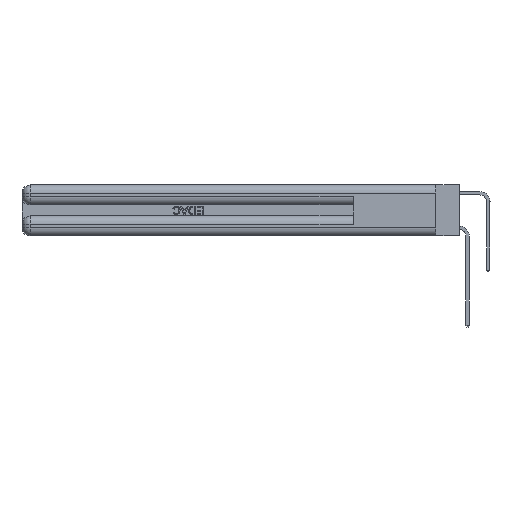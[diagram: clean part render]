
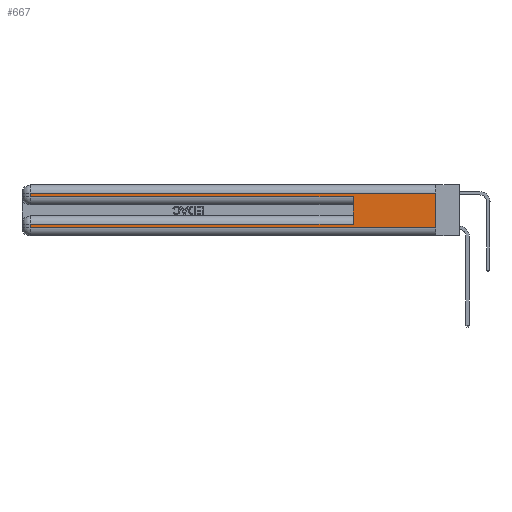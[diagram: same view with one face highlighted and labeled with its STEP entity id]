
A CAD part, left-side view. The second image highlights one B-rep face of the part: STEP entity #667.
In plain terms, the highlighted planar face has unit normal (-1, 0, 0).
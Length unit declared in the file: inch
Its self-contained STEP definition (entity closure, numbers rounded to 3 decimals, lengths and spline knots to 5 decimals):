
#414 = CARTESIAN_POINT ( 'NONE',  ( 0., 2.94, 0.37 ) ) ;
#667 = ADVANCED_FACE ( 'NONE', ( #22207 ), #33061, .F. ) ;
#1571 = DIRECTION ( 'NONE',  ( 0., -1., 0. ) ) ;
#1978 = VERTEX_POINT ( 'NONE', #30918 ) ;
#1980 = ORIENTED_EDGE ( 'NONE', *, *, #6934, .F. ) ;
#2186 = DIRECTION ( 'NONE',  ( 0., 0., 1. ) ) ;
#2411 = LINE ( 'NONE', #33164, #13983 ) ;
#2803 = EDGE_CURVE ( 'NONE', #25348, #12331, #23774, .T. ) ;
#2849 = VECTOR ( 'NONE', #4286, 39.37008 ) ;
#3144 = VECTOR ( 'NONE', #11814, 39.37008 ) ;
#3640 = CARTESIAN_POINT ( 'NONE',  ( 0., 0., 0.37 ) ) ;
#4286 = DIRECTION ( 'NONE',  ( 0., 0., -1. ) ) ;
#4676 = DIRECTION ( 'NONE',  ( 0., 0., -1. ) ) ;
#4745 = EDGE_CURVE ( 'NONE', #1978, #32217, #24544, .T. ) ;
#5974 = LINE ( 'NONE', #26588, #3144 ) ;
#6934 = EDGE_CURVE ( 'NONE', #25348, #26015, #10019, .T. ) ;
#7575 = CARTESIAN_POINT ( 'NONE',  ( 0., 2.94, 0.31 ) ) ;
#7647 = EDGE_CURVE ( 'NONE', #32045, #18636, #2411, .T. ) ;
#10019 = LINE ( 'NONE', #20340, #22076 ) ;
#10065 = CARTESIAN_POINT ( 'NONE',  ( 0., 0.6, 0.285 ) ) ;
#10368 = VECTOR ( 'NONE', #31612, 39.37008 ) ;
#10797 = CARTESIAN_POINT ( 'NONE',  ( 0., 2.94, 0.285 ) ) ;
#11375 = CARTESIAN_POINT ( 'NONE',  ( 0., 0., 0.285 ) ) ;
#11814 = DIRECTION ( 'NONE',  ( 0., 0., -1. ) ) ;
#12331 = VERTEX_POINT ( 'NONE', #27277 ) ;
#12395 = CARTESIAN_POINT ( 'NONE',  ( 0., 2.94, 0.06 ) ) ;
#13565 = LINE ( 'NONE', #414, #17284 ) ;
#13983 = VECTOR ( 'NONE', #1571, 39.37008 ) ;
#14348 = CARTESIAN_POINT ( 'NONE',  ( 0., 0., 0.06 ) ) ;
#14965 = ORIENTED_EDGE ( 'NONE', *, *, #7647, .T. ) ;
#15146 = EDGE_LOOP ( 'NONE', ( #31877, #24785, #33217, #22930, #1980, #24662, #35726, #14965 ) ) ;
#15770 = EDGE_CURVE ( 'NONE', #19240, #26015, #25893, .T. ) ;
#17075 = EDGE_CURVE ( 'NONE', #1978, #18636, #5974, .T. ) ;
#17284 = VECTOR ( 'NONE', #18413, 39.37008 ) ;
#17517 = AXIS2_PLACEMENT_3D ( 'NONE', #3640, #18667, #4676 ) ;
#17820 = DIRECTION ( 'NONE',  ( 0., -1., 0. ) ) ;
#18082 = VECTOR ( 'NONE', #17820, 39.37008 ) ;
#18413 = DIRECTION ( 'NONE',  ( 0., 0., -1. ) ) ;
#18636 = VERTEX_POINT ( 'NONE', #14348 ) ;
#18667 = DIRECTION ( 'NONE',  ( 1., 0., 0. ) ) ;
#19082 = DIRECTION ( 'NONE',  ( 0., 1., 0. ) ) ;
#19240 = VERTEX_POINT ( 'NONE', #10797 ) ;
#20340 = CARTESIAN_POINT ( 'NONE',  ( 0., 0.6, 0.145 ) ) ;
#20681 = EDGE_CURVE ( 'NONE', #12331, #32045, #13565, .T. ) ;
#21814 = VECTOR ( 'NONE', #19082, 39.37008 ) ;
#21895 = CARTESIAN_POINT ( 'NONE',  ( 0., 2.94, 0.37 ) ) ;
#22076 = VECTOR ( 'NONE', #2186, 39.37008 ) ;
#22207 = FACE_OUTER_BOUND ( 'NONE', #15146, .T. ) ;
#22930 = ORIENTED_EDGE ( 'NONE', *, *, #15770, .T. ) ;
#23774 = LINE ( 'NONE', #30598, #10368 ) ;
#24044 = EDGE_CURVE ( 'NONE', #32217, #19240, #36461, .T. ) ;
#24544 = LINE ( 'NONE', #25353, #21814 ) ;
#24662 = ORIENTED_EDGE ( 'NONE', *, *, #2803, .T. ) ;
#24785 = ORIENTED_EDGE ( 'NONE', *, *, #4745, .T. ) ;
#25348 = VERTEX_POINT ( 'NONE', #29175 ) ;
#25353 = CARTESIAN_POINT ( 'NONE',  ( 0., 0., 0.31 ) ) ;
#25893 = LINE ( 'NONE', #11375, #18082 ) ;
#26015 = VERTEX_POINT ( 'NONE', #10065 ) ;
#26588 = CARTESIAN_POINT ( 'NONE',  ( 0., 0., 0.37 ) ) ;
#27277 = CARTESIAN_POINT ( 'NONE',  ( 0., 2.94, 0.085 ) ) ;
#29175 = CARTESIAN_POINT ( 'NONE',  ( 0., 0.6, 0.085 ) ) ;
#30598 = CARTESIAN_POINT ( 'NONE',  ( 0., 0., 0.085 ) ) ;
#30918 = CARTESIAN_POINT ( 'NONE',  ( 0., 0., 0.31 ) ) ;
#31612 = DIRECTION ( 'NONE',  ( 0., 1., 0. ) ) ;
#31877 = ORIENTED_EDGE ( 'NONE', *, *, #17075, .F. ) ;
#32045 = VERTEX_POINT ( 'NONE', #12395 ) ;
#32217 = VERTEX_POINT ( 'NONE', #7575 ) ;
#33061 = PLANE ( 'NONE',  #17517 ) ;
#33164 = CARTESIAN_POINT ( 'NONE',  ( 0., 0., 0.06 ) ) ;
#33217 = ORIENTED_EDGE ( 'NONE', *, *, #24044, .T. ) ;
#35726 = ORIENTED_EDGE ( 'NONE', *, *, #20681, .T. ) ;
#36461 = LINE ( 'NONE', #21895, #2849 ) ;
